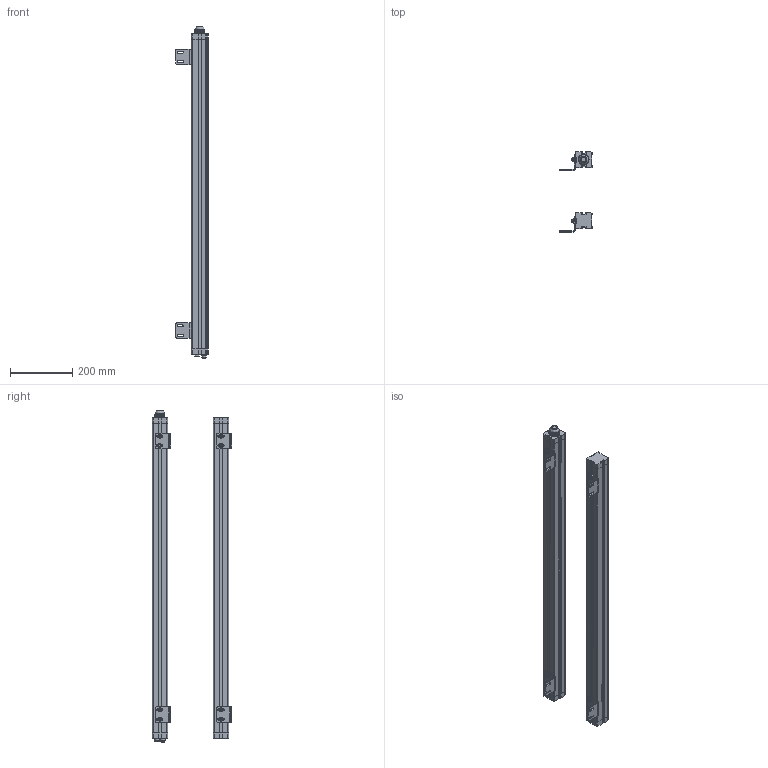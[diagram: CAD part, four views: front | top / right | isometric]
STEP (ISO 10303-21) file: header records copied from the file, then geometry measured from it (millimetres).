
FILE_DESCRIPTION (( 'STEP AP214' ), '1' );
FILE_NAME ('SMO-4B-TRX.STEP', '2020-09-29T18:27:55', ( '' ), ( '' ), 'SwSTEP 2.0', 'SolidWorks 2019', '' );
FILE_SCHEMA (( 'AUTOMOTIVE_DESIGN' ));
Length unit declared in the file: millimetre
Products named in the file (4): BRACKET; SMO-4B-TRX-right; SMO-4B-TRX-left; SMO-4B-TRX
Assembly tree (6 placements, depth 2):
  SMO-4B-TRX
    SMO-4B-TRX-left
    SMO-4B-TRX-right
    BRACKET  x4
Bounding box: 105.01 x 256.79 x 1068 mm (x, y, z)
Volume: 5185238.7 mm3; surface area: 810850.6 mm2
Topology: 38 solids, 38 shells, 785 faces, 2056 edges, 1367 vertices
Faces by surface type: plane 458, cylinder 315, bspline 10, cone 2
Full cylindrical faces by diameter (mm): 6 x16, 7.865 x8, 8 x3, 8.4 x1, 11 x3, 12 x1, 12.705 x8, 15.5 x4, 15.506 x3, 30 x1, 33 x3
Entity records: 19296 total; most frequent: CARTESIAN_POINT 3925, DIRECTION 3206, ORIENTED_EDGE 3078, EDGE_CURVE 1539, AXIS2_PLACEMENT_3D 1092, VERTEX_POINT 1046, LINE 1022, VECTOR 1022
